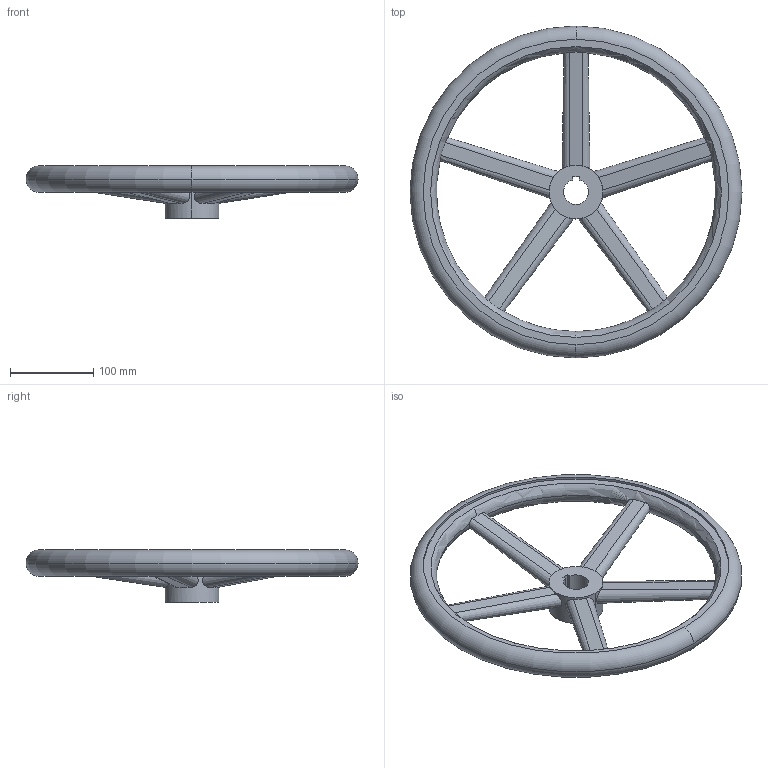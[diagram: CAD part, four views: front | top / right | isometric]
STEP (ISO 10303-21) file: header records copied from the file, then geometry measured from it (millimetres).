
FILE_DESCRIPTION(('STEP AP214'),'1');
FILE_NAME(' ',' ',('TraceParts'),('TraceParts S.A.'),'XStep 1.0',' ',' ');
FILE_SCHEMA(('automotive_design'));
Length unit declared in the file: millimetre
Products named in the file (1): 1
Bounding box: 400 x 400 x 63 mm (x, y, z)
Volume: 1292884.9 mm3; surface area: 189713.8 mm2
Topology: 1 solids, 1 shells, 43 faces, 130 edges, 85 vertices
Faces by surface type: plane 17, cone 10, torus 8, cylinder 8
Entity records: 3788 total; most frequent: CARTESIAN_POINT 1190, ORIENTED_EDGE 260, STYLED_ITEM 259, PRESENTATION_STYLE_ASSIGNMENT 259, COLOUR_RGB 259, DIRECTION 226, EDGE_CURVE 130, CURVE_STYLE 130
